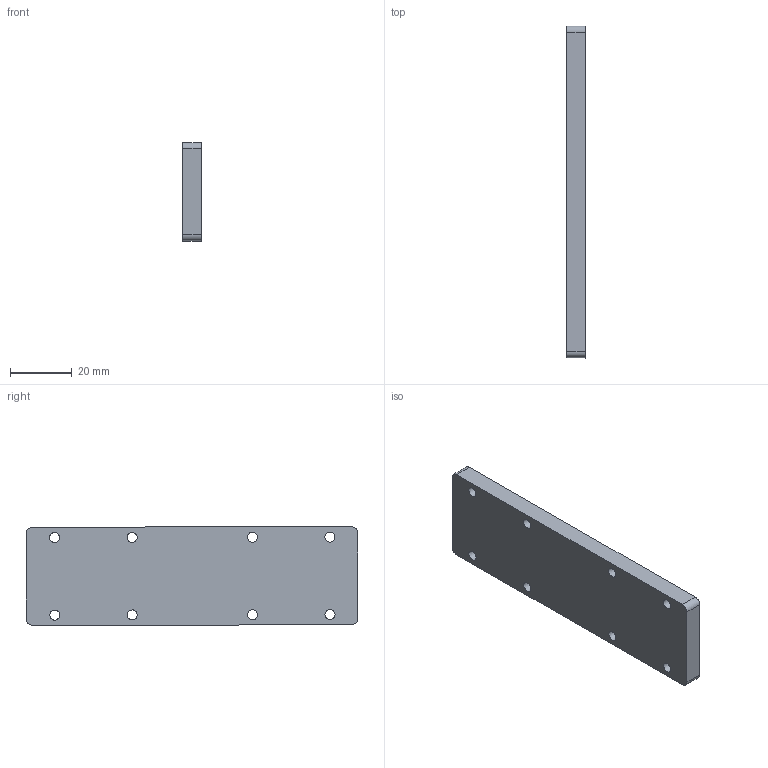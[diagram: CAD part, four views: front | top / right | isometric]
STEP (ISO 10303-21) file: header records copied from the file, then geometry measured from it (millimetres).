
FILE_DESCRIPTION(/* description */ (''),/* implementation_level */ '2;1');
FILE_NAME(/* name */ 'Z R Stiffy Bracket Spacer.step',/* time_stamp */ '2024-09-24T21:43:10-04:00',/* author */ (''),/* organization */ (''),/* preprocessor_version */ 'ST-DEVELOPER v20',/* originating_system */ 'Autodesk Translation Framework v13.20.0.188',/* authorisation */ '');
FILE_SCHEMA (('AUTOMOTIVE_DESIGN { 1 0 10303 214 3 1 1 }'));
Length unit declared in the file: millimetre
Products named in the file (4): SnapmakerA350T - CTZ; Stiffy Kit; Z ASSY Left(Mirror); Z Bracket Spacer(Mirror)
Assembly tree (3 placements, depth 4):
  SnapmakerA350T - CTZ
    Stiffy Kit
      Z ASSY Left(Mirror)
        Z Bracket Spacer(Mirror)
Bounding box: 5.88 x 107.05 x 31.85 mm (x, y, z)
Volume: 19496.5 mm3; surface area: 8726.1 mm2
Topology: 1 solids, 1 shells, 18 faces, 48 edges, 32 vertices
Faces by surface type: cylinder 12, plane 6
Full cylindrical faces by diameter (mm): 3.25 x8
Entity records: 939 total; most frequent: DIRECTION 122, CARTESIAN_POINT 105, ORIENTED_EDGE 96, AXIS2_PLACEMENT_3D 49, EDGE_CURVE 48, PRESENTATION_STYLE_ASSIGNMENT 35, SURFACE_STYLE_USAGE 35, SURFACE_SIDE_STYLE 35
